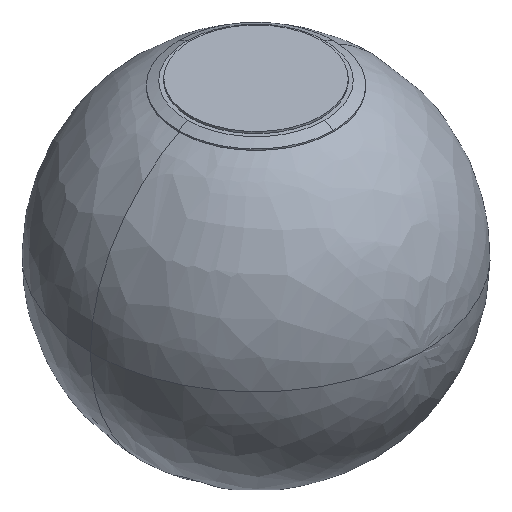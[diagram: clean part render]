
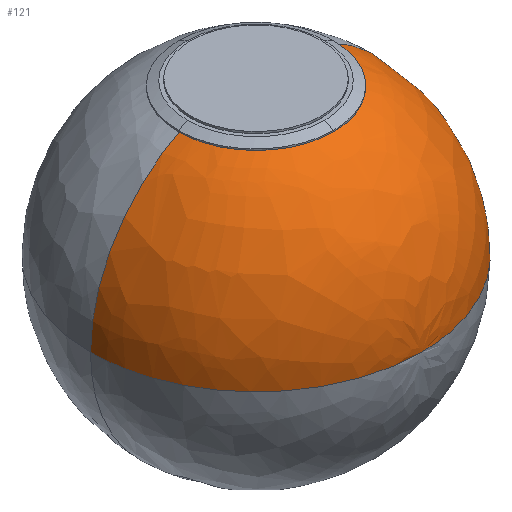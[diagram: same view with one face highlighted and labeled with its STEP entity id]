
A CAD part, isometric view. The second image highlights one B-rep face of the part: STEP entity #121.
In plain terms, the highlighted free-form (B-spline) face has degree [2, 2] with [5, 3] control points.
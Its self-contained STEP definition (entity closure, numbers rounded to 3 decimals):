
#54=B_SPLINE_CURVE_WITH_KNOTS($,3,(#2456,#2457,#2458,#2459,#2460,#2461,#2462,
#2463,#2464,#2465,#2466,#2467,#2468,#2469,#2470,#2471,#2472,#2473,#2474,
#2475,#2476,#2477,#2478,#2479,#2480,#2481,#2482,#2483,#2484,#2485),.UNSPECIFIED.,
.F.,.F.,(4,2,2,2,2,2,2,2,2,2,2,2,2,2,4),(-239.903,-224.894,
-209.903,-194.904,-187.395,-179.886,-172.378,
-164.871,-157.384,-149.898,-142.413,
-134.929,-131.185,-127.44,-119.952),
.UNSPECIFIED.);
#121=ADVANCED_FACE($,(#181),#787,.T.);
#181=FACE_OUTER_BOUND($,#247,.T.);
#247=EDGE_LOOP($,(#510,#511,#512,#513,#514,#515));
#510=ORIENTED_EDGE($,*,*,#649,.T.);
#511=ORIENTED_EDGE($,*,*,#640,.F.);
#512=ORIENTED_EDGE($,*,*,#645,.F.);
#513=ORIENTED_EDGE($,*,*,#647,.F.);
#514=ORIENTED_EDGE($,*,*,#648,.F.);
#515=ORIENTED_EDGE($,*,*,#646,.F.);
#640=EDGE_CURVE($,#730,#731,#883,.T.);
#645=EDGE_CURVE($,#733,#730,#888,.T.);
#646=EDGE_CURVE($,#728,#732,#889,.T.);
#647=EDGE_CURVE($,#735,#733,#890,.T.);
#648=EDGE_CURVE($,#732,#735,#891,.T.);
#649=EDGE_CURVE($,#728,#731,#54,.T.);
#728=VERTEX_POINT($,#2744);
#730=VERTEX_POINT($,#2746);
#731=VERTEX_POINT($,#2747);
#732=VERTEX_POINT($,#2748);
#733=VERTEX_POINT($,#2749);
#735=VERTEX_POINT($,#2751);
#787=(
BOUNDED_SURFACE()
B_SPLINE_SURFACE(2,2,((#2705,#2706,#2707),(#2708,#2709,#2710),(#2711,#2712,
#2713),(#2714,#2715,#2716),(#2717,#2718,#2719)),.UNSPECIFIED.,.F.,.F.,.F.)
B_SPLINE_SURFACE_WITH_KNOTS((3,2,3),(3,3),(257.219,385.829,
514.439),(0.,264.472),.UNSPECIFIED.)
GEOMETRIC_REPRESENTATION_ITEM()
RATIONAL_B_SPLINE_SURFACE(((1.,0.707,1.),(0.707,
0.5,0.707),(1.,0.707,1.),(0.707,0.5,
0.707),(1.,0.707,1.)))
REPRESENTATION_ITEM($)
SURFACE()
);
#883=(
BOUNDED_CURVE()
B_SPLINE_CURVE(2,(#2427,#2428,#2429),.UNSPECIFIED.,.F.,.F.)
B_SPLINE_CURVE_WITH_KNOTS((3,3),(0.,119.952),.UNSPECIFIED.)
CURVE()
GEOMETRIC_REPRESENTATION_ITEM()
RATIONAL_B_SPLINE_CURVE((1.,0.707,1.))
REPRESENTATION_ITEM($)
);
#888=(
BOUNDED_CURVE()
B_SPLINE_CURVE(2,(#2444,#2445,#2446),.UNSPECIFIED.,.F.,.F.)
B_SPLINE_CURVE_WITH_KNOTS((3,3),(257.219,347.682),.UNSPECIFIED.)
CURVE()
GEOMETRIC_REPRESENTATION_ITEM()
RATIONAL_B_SPLINE_CURVE((1.,0.847,1.))
REPRESENTATION_ITEM($)
);
#889=(
BOUNDED_CURVE()
B_SPLINE_CURVE(2,(#2447,#2448,#2449),.UNSPECIFIED.,.F.,.F.)
B_SPLINE_CURVE_WITH_KNOTS((3,3),(423.977,514.439),.UNSPECIFIED.)
CURVE()
GEOMETRIC_REPRESENTATION_ITEM()
RATIONAL_B_SPLINE_CURVE((1.,0.847,1.))
REPRESENTATION_ITEM($)
);
#890=(
BOUNDED_CURVE()
B_SPLINE_CURVE(2,(#2450,#2451,#2452),.UNSPECIFIED.,.F.,.F.)
B_SPLINE_CURVE_WITH_KNOTS((3,3),(0.,264.472),.UNSPECIFIED.)
CURVE()
GEOMETRIC_REPRESENTATION_ITEM()
RATIONAL_B_SPLINE_CURVE((1.,0.707,1.))
REPRESENTATION_ITEM($)
);
#891=(
BOUNDED_CURVE()
B_SPLINE_CURVE(2,(#2453,#2454,#2455),.UNSPECIFIED.,.F.,.F.)
B_SPLINE_CURVE_WITH_KNOTS((3,3),(-264.472,0.),.UNSPECIFIED.)
CURVE()
GEOMETRIC_REPRESENTATION_ITEM()
RATIONAL_B_SPLINE_CURVE((1.,0.707,1.))
REPRESENTATION_ITEM($)
);
#2427=CARTESIAN_POINT($,(-91.636,0.,-7.203));
#2428=CARTESIAN_POINT($,(-91.636,-91.636,-7.203));
#2429=CARTESIAN_POINT($,(0.,-91.636,-7.203));
#2444=CARTESIAN_POINT($,(-210.,0.,-196.155));
#2445=CARTESIAN_POINT($,(-210.,0.,-64.606));
#2446=CARTESIAN_POINT($,(-91.636,0.,-7.203));
#2447=CARTESIAN_POINT($,(91.636,0.,-7.203));
#2448=CARTESIAN_POINT($,(210.,0.,-64.606));
#2449=CARTESIAN_POINT($,(210.,0.,-196.155));
#2450=CARTESIAN_POINT($,(0.,-210.,-196.155));
#2451=CARTESIAN_POINT($,(-210.,-210.,-196.155));
#2452=CARTESIAN_POINT($,(-210.,0.,-196.155));
#2453=CARTESIAN_POINT($,(210.,0.,-196.155));
#2454=CARTESIAN_POINT($,(210.,-210.,-196.155));
#2455=CARTESIAN_POINT($,(0.,-210.,-196.155));
#2456=CARTESIAN_POINT($,(91.636,0.,-7.203));
#2457=CARTESIAN_POINT($,(91.636,-4.466,-7.203));
#2458=CARTESIAN_POINT($,(91.311,-8.99,-7.203));
#2459=CARTESIAN_POINT($,(89.947,-18.111,-7.203));
#2460=CARTESIAN_POINT($,(88.909,-22.708,-7.203));
#2461=CARTESIAN_POINT($,(86.031,-31.925,-7.203));
#2462=CARTESIAN_POINT($,(84.19,-36.546,-7.203));
#2463=CARTESIAN_POINT($,(80.728,-43.437,-7.203));
#2464=CARTESIAN_POINT($,(79.456,-45.729,-7.203));
#2465=CARTESIAN_POINT($,(76.654,-50.284,-7.203));
#2466=CARTESIAN_POINT($,(75.125,-52.547,-7.203));
#2467=CARTESIAN_POINT($,(71.783,-57.028,-7.203));
#2468=CARTESIAN_POINT($,(69.971,-59.245,-7.203));
#2469=CARTESIAN_POINT($,(66.038,-63.599,-7.203));
#2470=CARTESIAN_POINT($,(63.909,-65.746,-7.203));
#2471=CARTESIAN_POINT($,(59.317,-69.917,-7.203));
#2472=CARTESIAN_POINT($,(56.842,-71.953,-7.203));
#2473=CARTESIAN_POINT($,(51.502,-75.866,-7.203));
#2474=CARTESIAN_POINT($,(48.635,-77.746,-7.203));
#2475=CARTESIAN_POINT($,(42.46,-81.284,-7.203));
#2476=CARTESIAN_POINT($,(39.157,-82.937,-7.203));
#2477=CARTESIAN_POINT($,(32.118,-85.908,-7.203));
#2478=CARTESIAN_POINT($,(28.405,-87.216,-7.203));
#2479=CARTESIAN_POINT($,(22.578,-88.834,-7.203));
#2480=CARTESIAN_POINT($,(20.592,-89.317,-7.203));
#2481=CARTESIAN_POINT($,(16.534,-90.156,-7.203));
#2482=CARTESIAN_POINT($,(14.48,-90.509,-7.203));
#2483=CARTESIAN_POINT($,(8.31,-91.353,-7.203));
#2484=CARTESIAN_POINT($,(4.161,-91.636,-7.203));
#2485=CARTESIAN_POINT($,(0.,-91.636,-7.203));
#2705=CARTESIAN_POINT($,(0.,-210.,-196.155));
#2706=CARTESIAN_POINT($,(-210.,-210.,-196.155));
#2707=CARTESIAN_POINT($,(-210.,0.,-196.155));
#2708=CARTESIAN_POINT($,(0.,-210.,-196.155));
#2709=CARTESIAN_POINT($,(-210.,-210.,13.845));
#2710=CARTESIAN_POINT($,(-210.,0.,13.845));
#2711=CARTESIAN_POINT($,(0.,-210.,-196.155));
#2712=CARTESIAN_POINT($,(0.,-210.,13.845));
#2713=CARTESIAN_POINT($,(0.,0.,13.845));
#2714=CARTESIAN_POINT($,(0.,-210.,-196.155));
#2715=CARTESIAN_POINT($,(210.,-210.,13.845));
#2716=CARTESIAN_POINT($,(210.,0.,13.845));
#2717=CARTESIAN_POINT($,(0.,-210.,-196.155));
#2718=CARTESIAN_POINT($,(210.,-210.,-196.155));
#2719=CARTESIAN_POINT($,(210.,0.,-196.155));
#2744=CARTESIAN_POINT($,(91.636,0.,-7.203));
#2746=CARTESIAN_POINT($,(-91.636,0.,-7.203));
#2747=CARTESIAN_POINT($,(0.,-91.636,-7.203));
#2748=CARTESIAN_POINT($,(210.,0.,-196.155));
#2749=CARTESIAN_POINT($,(-210.,0.,-196.155));
#2751=CARTESIAN_POINT($,(0.,-210.,-196.155));
